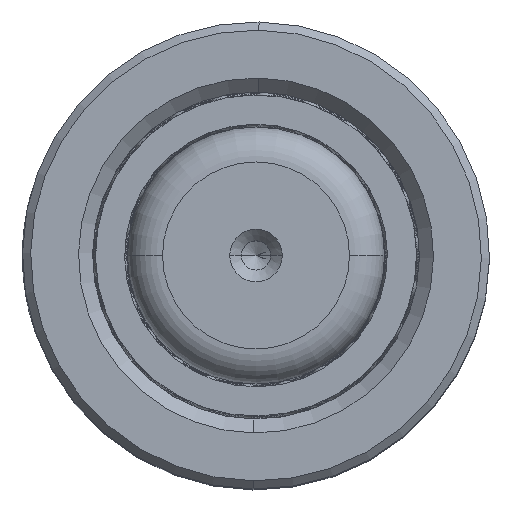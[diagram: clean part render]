
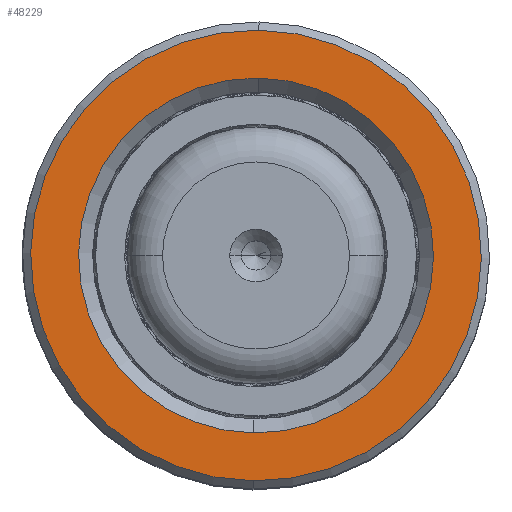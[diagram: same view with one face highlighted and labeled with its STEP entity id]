
A CAD part, top view. The second image highlights one B-rep face of the part: STEP entity #48229.
In plain terms, the highlighted planar face has unit normal (0, 0, 1).
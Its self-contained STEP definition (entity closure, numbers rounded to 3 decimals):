
#5391 = CARTESIAN_POINT ( 'NONE',  ( 15.2, 0., 50. ) ) ;
#6472 = VERTEX_POINT ( 'NONE', #5391 ) ;
#6529 = CARTESIAN_POINT ( 'NONE',  ( 0., 0., 50. ) ) ;
#7859 = DIRECTION ( 'NONE',  ( 0., 0., 1. ) ) ;
#8069 = VERTEX_POINT ( 'NONE', #49008 ) ;
#8151 = FACE_OUTER_BOUND ( 'NONE', #18244, .T. ) ;
#8203 = AXIS2_PLACEMENT_3D ( 'NONE', #19456, #38878, #12126 ) ;
#10920 = CARTESIAN_POINT ( 'NONE',  ( 19.3, 0., 50. ) ) ;
#12126 = DIRECTION ( 'NONE',  ( 1., 0., 0. ) ) ;
#13123 = EDGE_CURVE ( 'NONE', #8069, #6472, #30894, .T. ) ;
#15179 = DIRECTION ( 'NONE',  ( 0., 0., 1. ) ) ;
#15655 = CARTESIAN_POINT ( 'NONE',  ( 0., 0., 50. ) ) ;
#16044 = CARTESIAN_POINT ( 'NONE',  ( 0., 0., 50. ) ) ;
#16144 = VERTEX_POINT ( 'NONE', #10920 ) ;
#18244 = EDGE_LOOP ( 'NONE', ( #22905, #47848 ) ) ;
#19152 = PLANE ( 'NONE',  #19709 ) ;
#19456 = CARTESIAN_POINT ( 'NONE',  ( 0., 0., 50. ) ) ;
#19709 = AXIS2_PLACEMENT_3D ( 'NONE', #15655, #7859, #23658 ) ;
#21762 = EDGE_LOOP ( 'NONE', ( #26467, #26128 ) ) ;
#22905 = ORIENTED_EDGE ( 'NONE', *, *, #32318, .T. ) ;
#22924 = AXIS2_PLACEMENT_3D ( 'NONE', #6529, #25843, #37110 ) ;
#23658 = DIRECTION ( 'NONE',  ( 1., 0., 0. ) ) ;
#25673 = CIRCLE ( 'NONE', #8203, 15.2 ) ;
#25843 = DIRECTION ( 'NONE',  ( 0., 0., -1. ) ) ;
#26027 = AXIS2_PLACEMENT_3D ( 'NONE', #29833, #15179, #37772 ) ;
#26128 = ORIENTED_EDGE ( 'NONE', *, *, #13123, .T. ) ;
#26467 = ORIENTED_EDGE ( 'NONE', *, *, #31977, .T. ) ;
#27565 = DIRECTION ( 'NONE',  ( 0., 0., 1. ) ) ;
#29784 = CIRCLE ( 'NONE', #35453, 19.3 ) ;
#29833 = CARTESIAN_POINT ( 'NONE',  ( 0., 0., 50. ) ) ;
#30894 = CIRCLE ( 'NONE', #22924, 15.2 ) ;
#31977 = EDGE_CURVE ( 'NONE', #6472, #8069, #25673, .T. ) ;
#32318 = EDGE_CURVE ( 'NONE', #36724, #16144, #36315, .T. ) ;
#34595 = CARTESIAN_POINT ( 'NONE',  ( -19.3, 0., 50. ) ) ;
#35453 = AXIS2_PLACEMENT_3D ( 'NONE', #16044, #27565, #38971 ) ;
#36315 = CIRCLE ( 'NONE', #26027, 19.3 ) ;
#36724 = VERTEX_POINT ( 'NONE', #34595 ) ;
#37110 = DIRECTION ( 'NONE',  ( 1., 0., 0. ) ) ;
#37236 = FACE_BOUND ( 'NONE', #21762, .T. ) ;
#37772 = DIRECTION ( 'NONE',  ( 1., 0., 0. ) ) ;
#38829 = EDGE_CURVE ( 'NONE', #16144, #36724, #29784, .T. ) ;
#38878 = DIRECTION ( 'NONE',  ( 0., 0., -1. ) ) ;
#38971 = DIRECTION ( 'NONE',  ( 1., 0., 0. ) ) ;
#47848 = ORIENTED_EDGE ( 'NONE', *, *, #38829, .T. ) ;
#48229 = ADVANCED_FACE ( 'NONE', ( #8151, #37236 ), #19152, .T. ) ;
#49008 = CARTESIAN_POINT ( 'NONE',  ( -15.2, 0., 50. ) ) ;
